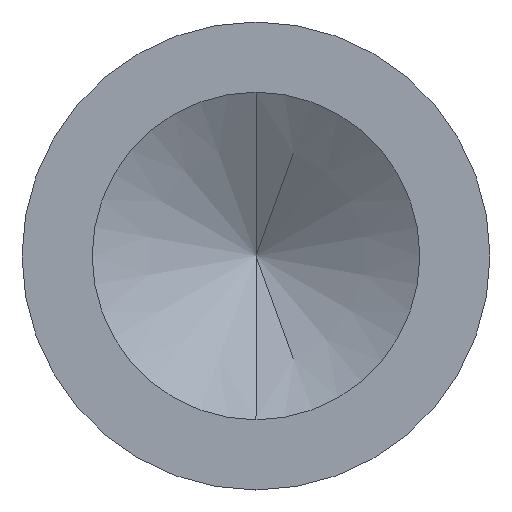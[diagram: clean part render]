
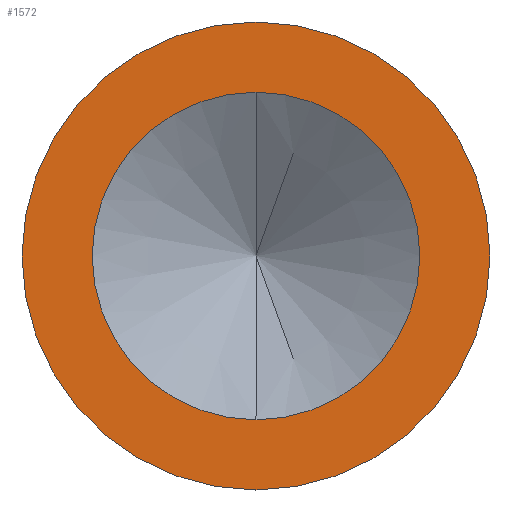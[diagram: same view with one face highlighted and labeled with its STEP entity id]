
A CAD part, front view. The second image highlights one B-rep face of the part: STEP entity #1572.
In plain terms, the highlighted planar face has unit normal (0, -1, 0).
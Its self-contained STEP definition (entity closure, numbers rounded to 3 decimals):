
#79 = EDGE_CURVE ( 'Defeature ausgef�hrt1_9+Defeature ausgef�hrt1_0+Defeature ausgef�hrt1_0+Defeature ausgef�hrt1_0', #720, #1712, #2031, .T. ) ;
#274 = EDGE_LOOP ( 'NONE', ( #2376, #1718 ) ) ;
#428 = FACE_OUTER_BOUND ( 'NONE', #274, .T. ) ;
#561 = AXIS2_PLACEMENT_3D ( 'NONE', #1974, #2624, #3624 ) ;
#654 = CARTESIAN_POINT ( 'NONE',  ( 0., 0., 0.5 ) ) ;
#692 = CIRCLE ( 'NONE', #2077, 0.5 ) ;
#720 = VERTEX_POINT ( 'NONE', #4124 ) ;
#787 = CARTESIAN_POINT ( 'NONE',  ( 0., 0., 0. ) ) ;
#842 = DIRECTION ( 'NONE',  ( 0., -1., 0. ) ) ;
#946 = VERTEX_POINT ( 'NONE', #654 ) ;
#1043 = DIRECTION ( 'NONE',  ( 0., 1., 0. ) ) ;
#1122 = EDGE_LOOP ( 'NONE', ( #2549, #3453 ) ) ;
#1145 = CARTESIAN_POINT ( 'NONE',  ( 0., 0., 0.35 ) ) ;
#1414 = DIRECTION ( 'NONE',  ( 0., 0., 1. ) ) ;
#1460 = CARTESIAN_POINT ( 'NONE',  ( 0., 0., 0. ) ) ;
#1479 = DIRECTION ( 'NONE',  ( 0., -1., 0. ) ) ;
#1506 = AXIS2_PLACEMENT_3D ( 'NONE', #4000, #1043, #2004 ) ;
#1572 = ADVANCED_FACE ( 'Defeature ausgef�hrt1_0', ( #4203, #428 ), #1689, .F. ) ;
#1689 = PLANE ( 'NONE',  #1506 ) ;
#1712 = VERTEX_POINT ( 'NONE', #1145 ) ;
#1718 = ORIENTED_EDGE ( 'NONE', *, *, #1751, .T. ) ;
#1725 = EDGE_CURVE ( 'Defeature ausgef�hrt1_9+Defeature ausgef�hrt1_0+Defeature ausgef�hrt1_0+Defeature ausgef�hrt1_0', #1712, #720, #3846, .T. ) ;
#1751 = EDGE_CURVE ( 'Defeature ausgef�hrt1_0+Defeature ausgef�hrt1_1+Defeature ausgef�hrt1_1+Defeature ausgef�hrt1_1', #3185, #946, #692, .T. ) ;
#1770 = CARTESIAN_POINT ( 'NONE',  ( 0., 0., 0. ) ) ;
#1974 = CARTESIAN_POINT ( 'NONE',  ( 0., 0., 0. ) ) ;
#2004 = DIRECTION ( 'NONE',  ( 0., 0., -1. ) ) ;
#2031 = CIRCLE ( 'NONE', #561, 0.35 ) ;
#2077 = AXIS2_PLACEMENT_3D ( 'NONE', #787, #2412, #3402 ) ;
#2162 = AXIS2_PLACEMENT_3D ( 'NONE', #1460, #1479, #1414 ) ;
#2376 = ORIENTED_EDGE ( 'NONE', *, *, #3510, .T. ) ;
#2412 = DIRECTION ( 'NONE',  ( 0., -1., 0. ) ) ;
#2549 = ORIENTED_EDGE ( 'NONE', *, *, #1725, .F. ) ;
#2624 = DIRECTION ( 'NONE',  ( 0., -1., 0. ) ) ;
#3185 = VERTEX_POINT ( 'NONE', #3549 ) ;
#3402 = DIRECTION ( 'NONE',  ( 0., 0., 1. ) ) ;
#3453 = ORIENTED_EDGE ( 'NONE', *, *, #79, .F. ) ;
#3510 = EDGE_CURVE ( 'Defeature ausgef�hrt1_0+Defeature ausgef�hrt1_1+Defeature ausgef�hrt1_1+Defeature ausgef�hrt1_1', #946, #3185, #3888, .T. ) ;
#3549 = CARTESIAN_POINT ( 'NONE',  ( 0., 0., -0.5 ) ) ;
#3624 = DIRECTION ( 'NONE',  ( 0., 0., 1. ) ) ;
#3766 = DIRECTION ( 'NONE',  ( 0., 0., 1. ) ) ;
#3846 = CIRCLE ( 'NONE', #2162, 0.35 ) ;
#3888 = CIRCLE ( 'NONE', #4134, 0.5 ) ;
#4000 = CARTESIAN_POINT ( 'NONE',  ( 0., 0., 0. ) ) ;
#4124 = CARTESIAN_POINT ( 'NONE',  ( 0., 0., -0.35 ) ) ;
#4134 = AXIS2_PLACEMENT_3D ( 'NONE', #1770, #842, #3766 ) ;
#4203 = FACE_BOUND ( 'NONE', #1122, .T. ) ;
